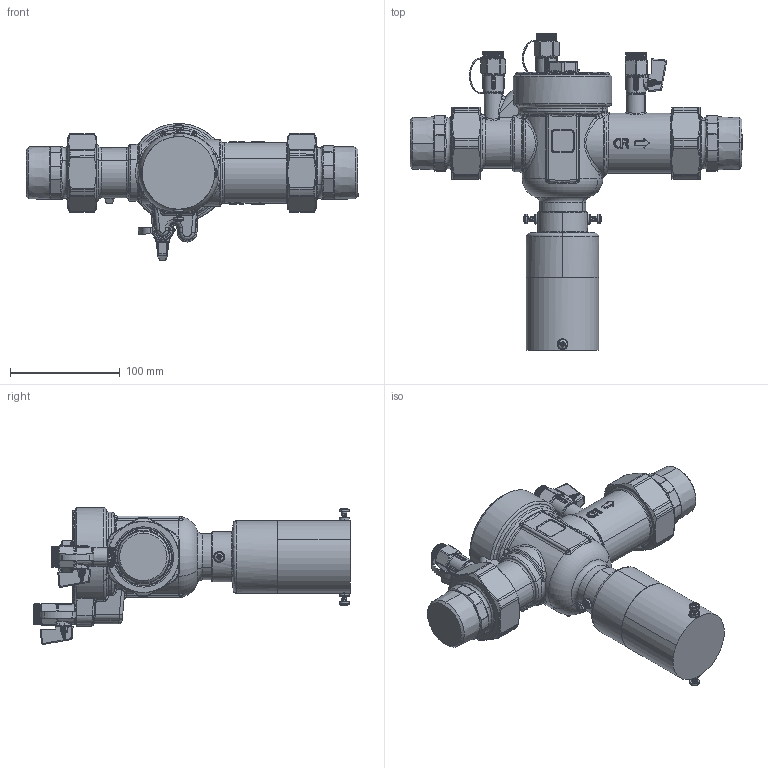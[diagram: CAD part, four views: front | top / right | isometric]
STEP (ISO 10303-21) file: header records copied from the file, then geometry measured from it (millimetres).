
FILE_DESCRIPTION(('CATIA V5 STEP Exchange','CAx-IF Rec.Pracs.--- Model Styling and Organization---1.4--- 2014-01-23','CAx-IF Rec.Pracs.---3D Tessellated Data Validation Properties---0.5---2014-09-14'),'2;1');
FILE_NAME('STEP_574008_-_TST.stp','2022-04-21T09:52:17+00:00',('none'),('none'),'CATIA Version 5-6 Release 2019 SP3','CATIA V5 STEP AP242 v1','none');
FILE_SCHEMA(('AP242_MANAGED_MODEL_BASED_3D_ENGINEERING_MIM_LF {1 0 10303 442 1 1 4}'));
Products named in the file (1): 574008 - TST
Bounding box: 302.5 x 288.61 x 124.79 mm (x, y, z)
Volume: 1609096.7 mm3; surface area: 140831.2 mm2
Topology: 1 solids, 1 shells, 4154 faces, 10665 edges, 6485 vertices
Faces by surface type: plane 1447, cylinder 994, bspline 850, torus 392, cone 319, sphere 152
Entity records: 160262 total; most frequent: CARTESIAN_POINT 72247, ORIENTED_EDGE 21080, DIRECTION 11608, EDGE_CURVE 10540, VERTEX_POINT 6485, AXIS2_PLACEMENT_3D 5487, EDGE_LOOP 4257, ADVANCED_FACE 4154
